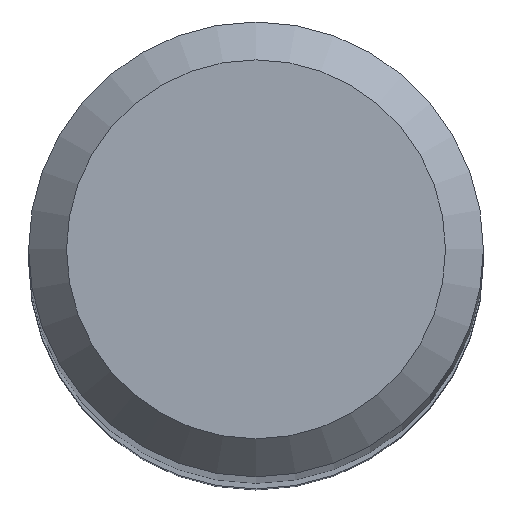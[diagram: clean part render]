
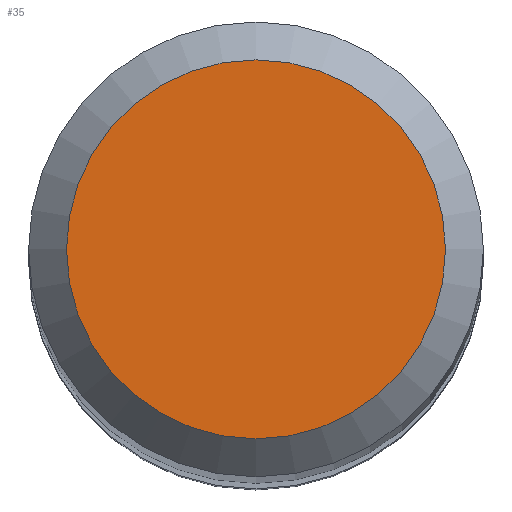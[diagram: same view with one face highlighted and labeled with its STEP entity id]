
A CAD part, top view. The second image highlights one B-rep face of the part: STEP entity #35.
In plain terms, the highlighted planar face has unit normal (0, 0, 1).
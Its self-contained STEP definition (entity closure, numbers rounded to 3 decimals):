
#35 = ADVANCED_FACE ( 'NONE', ( #233 ), #142, .F. ) ;
#44 = DIRECTION ( 'NONE',  ( 0., 1., 0. ) ) ;
#54 = AXIS2_PLACEMENT_3D ( 'NONE', #150, #186, #44 ) ;
#65 = CARTESIAN_POINT ( 'NONE',  ( 0., 0., 100. ) ) ;
#74 = CIRCLE ( 'NONE', #123, 2.5 ) ;
#123 = AXIS2_PLACEMENT_3D ( 'NONE', #65, #149, #185 ) ;
#142 = PLANE ( 'NONE',  #54 ) ;
#149 = DIRECTION ( 'NONE',  ( 0., 0., -1. ) ) ;
#150 = CARTESIAN_POINT ( 'NONE',  ( 0., 0., 100. ) ) ;
#171 = CARTESIAN_POINT ( 'NONE',  ( 0., 2.5, 100. ) ) ;
#185 = DIRECTION ( 'NONE',  ( 0., 1., 0. ) ) ;
#186 = DIRECTION ( 'NONE',  ( 0., 0., -1. ) ) ;
#214 = ORIENTED_EDGE ( 'NONE', *, *, #243, .F. ) ;
#222 = VERTEX_POINT ( 'NONE', #171 ) ;
#233 = FACE_OUTER_BOUND ( 'NONE', #237, .T. ) ;
#237 = EDGE_LOOP ( 'NONE', ( #214 ) ) ;
#243 = EDGE_CURVE ( 'NONE', #222, #222, #74, .T. ) ;
